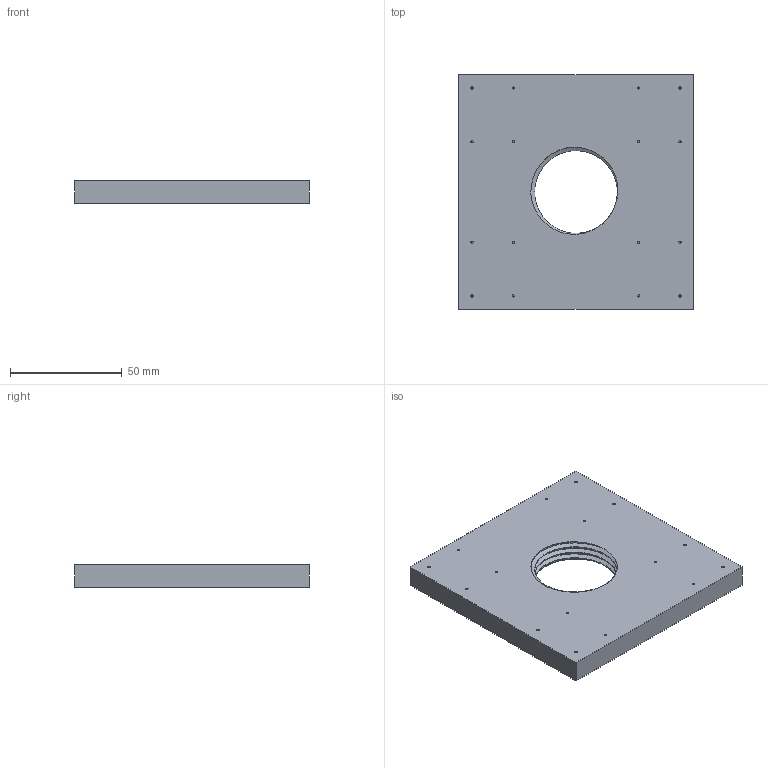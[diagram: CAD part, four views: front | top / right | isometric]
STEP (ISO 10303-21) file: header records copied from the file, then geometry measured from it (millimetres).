
FILE_DESCRIPTION(/* description */ (''),/* implementation_level */ '2;1');
FILE_NAME(/* name */ 'spielteil halter v1.step',/* time_stamp */ '2020-04-11T11:23:07+02:00',/* author */ (''),/* organization */ (''),/* preprocessor_version */ 'ST-DEVELOPER v18',/* originating_system */ 'Autodesk Translation Framework v8.12.0.6',/* authorisation */ '');
FILE_SCHEMA (('AUTOMOTIVE_DESIGN { 1 0 10303 214 3 1 1 }'));
Length unit declared in the file: millimetre
Products named in the file (1): spielteil halter
Bounding box: 105 x 105 x 10 mm (x, y, z)
Volume: 98319.1 mm3; surface area: 26131.2 mm2
Topology: 1 solids, 1 shells, 49 faces, 93 edges, 62 vertices
Faces by surface type: cylinder 25, plane 22, bspline 2
Full cylindrical faces by diameter (mm): 1 x16, 37.002 x3, 40.349 x3
Entity records: 2566 total; most frequent: CARTESIAN_POINT 1538, DIRECTION 205, ORIENTED_EDGE 186, EDGE_CURVE 93, AXIS2_PLACEMENT_3D 85, EDGE_LOOP 67, VERTEX_POINT 62, FACE_OUTER_BOUND 49
